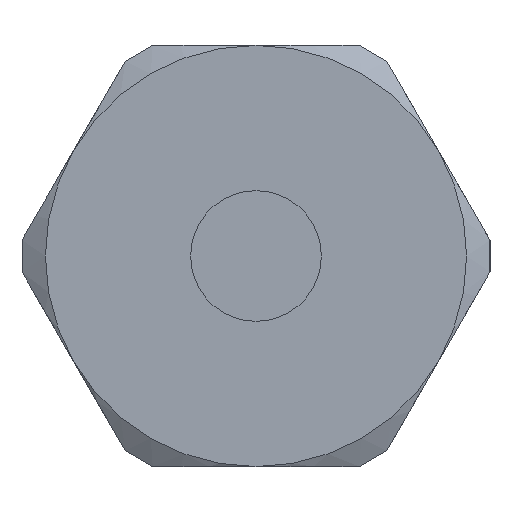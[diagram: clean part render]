
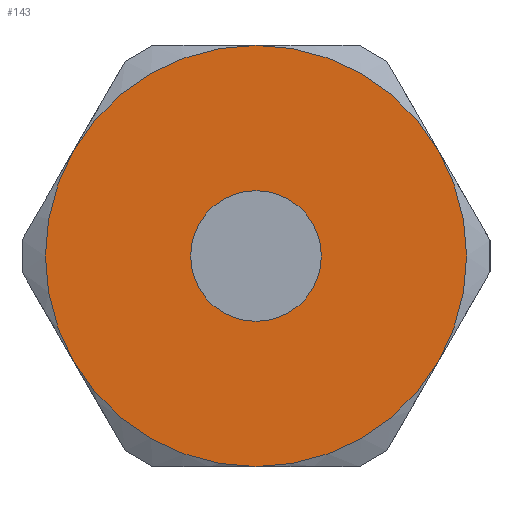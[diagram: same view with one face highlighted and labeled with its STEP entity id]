
A CAD part, left-side view. The second image highlights one B-rep face of the part: STEP entity #143.
In plain terms, the highlighted planar face has unit normal (-1, 0, 0).
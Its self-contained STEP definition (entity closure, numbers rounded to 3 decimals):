
#143 = ADVANCED_FACE( '', ( #312, #313 ), #314, .F. );
#312 = FACE_OUTER_BOUND( '', #526, .T. );
#313 = FACE_BOUND( '', #527, .T. );
#314 = PLANE( '', #528 );
#526 = EDGE_LOOP( '', ( #762, #763, #764, #765, #766, #767 ) );
#527 = EDGE_LOOP( '', ( #768 ) );
#528 = AXIS2_PLACEMENT_3D( '', #769, #770, #771 );
#762 = ORIENTED_EDGE( '', *, *, #1242, .F. );
#763 = ORIENTED_EDGE( '', *, *, #1270, .F. );
#764 = ORIENTED_EDGE( '', *, *, #1271, .F. );
#765 = ORIENTED_EDGE( '', *, *, #1253, .F. );
#766 = ORIENTED_EDGE( '', *, *, #1272, .F. );
#767 = ORIENTED_EDGE( '', *, *, #1273, .F. );
#768 = ORIENTED_EDGE( '', *, *, #1274, .T. );
#769 = CARTESIAN_POINT( '', ( 0., 0., 0. ) );
#770 = DIRECTION( '', ( 1., 0., 0. ) );
#771 = DIRECTION( '', ( 0., 0., -1. ) );
#1242 = EDGE_CURVE( '', #1447, #1449, #1450, .T. );
#1253 = EDGE_CURVE( '', #1468, #1469, #1470, .T. );
#1270 = EDGE_CURVE( '', #1458, #1447, #1496, .T. );
#1271 = EDGE_CURVE( '', #1469, #1458, #1497, .T. );
#1272 = EDGE_CURVE( '', #1498, #1468, #1499, .T. );
#1273 = EDGE_CURVE( '', #1449, #1498, #1500, .T. );
#1274 = EDGE_CURVE( '', #1501, #1501, #1502, .T. );
#1447 = VERTEX_POINT( '', #1747 );
#1449 = VERTEX_POINT( '', #1754 );
#1450 = CIRCLE( '', #1755, 13.5 );
#1458 = VERTEX_POINT( '', #1774 );
#1468 = VERTEX_POINT( '', #1809 );
#1469 = VERTEX_POINT( '', #1810 );
#1470 = CIRCLE( '', #1811, 13.5 );
#1496 = CIRCLE( '', #1877, 13.5 );
#1497 = CIRCLE( '', #1878, 13.5 );
#1498 = VERTEX_POINT( '', #1879 );
#1499 = CIRCLE( '', #1880, 13.5 );
#1500 = CIRCLE( '', #1881, 13.5 );
#1501 = VERTEX_POINT( '', #1882 );
#1502 = CIRCLE( '', #1883, 4.188 );
#1747 = CARTESIAN_POINT( '', ( 0., 11.691, -6.75 ) );
#1754 = CARTESIAN_POINT( '', ( 0., 11.691, 6.75 ) );
#1755 = AXIS2_PLACEMENT_3D( '', #2369, #2370, #2371 );
#1774 = CARTESIAN_POINT( '', ( 0., 0., -13.5 ) );
#1809 = CARTESIAN_POINT( '', ( 0., -11.691, 6.75 ) );
#1810 = CARTESIAN_POINT( '', ( 0., -11.691, -6.75 ) );
#1811 = AXIS2_PLACEMENT_3D( '', #2374, #2375, #2376 );
#1877 = AXIS2_PLACEMENT_3D( '', #2386, #2387, #2388 );
#1878 = AXIS2_PLACEMENT_3D( '', #2389, #2390, #2391 );
#1879 = CARTESIAN_POINT( '', ( 0., 0., 13.5 ) );
#1880 = AXIS2_PLACEMENT_3D( '', #2392, #2393, #2394 );
#1881 = AXIS2_PLACEMENT_3D( '', #2395, #2396, #2397 );
#1882 = CARTESIAN_POINT( '', ( 0., 0., -4.188 ) );
#1883 = AXIS2_PLACEMENT_3D( '', #2398, #2399, #2400 );
#2369 = CARTESIAN_POINT( '', ( 0., 0., 0. ) );
#2370 = DIRECTION( '', ( 1., 0., 0. ) );
#2371 = DIRECTION( '', ( 0., 0., -1. ) );
#2374 = CARTESIAN_POINT( '', ( 0., 0., 0. ) );
#2375 = DIRECTION( '', ( 1., 0., 0. ) );
#2376 = DIRECTION( '', ( 0., 0., -1. ) );
#2386 = CARTESIAN_POINT( '', ( 0., 0., 0. ) );
#2387 = DIRECTION( '', ( 1., 0., 0. ) );
#2388 = DIRECTION( '', ( 0., 0., -1. ) );
#2389 = CARTESIAN_POINT( '', ( 0., 0., 0. ) );
#2390 = DIRECTION( '', ( 1., 0., 0. ) );
#2391 = DIRECTION( '', ( 0., 0., -1. ) );
#2392 = CARTESIAN_POINT( '', ( 0., 0., 0. ) );
#2393 = DIRECTION( '', ( 1., 0., 0. ) );
#2394 = DIRECTION( '', ( 0., 0., -1. ) );
#2395 = CARTESIAN_POINT( '', ( 0., 0., 0. ) );
#2396 = DIRECTION( '', ( 1., 0., 0. ) );
#2397 = DIRECTION( '', ( 0., 0., -1. ) );
#2398 = CARTESIAN_POINT( '', ( 0., 0., 0. ) );
#2399 = DIRECTION( '', ( 1., 0., 0. ) );
#2400 = DIRECTION( '', ( 0., 0., -1. ) );
